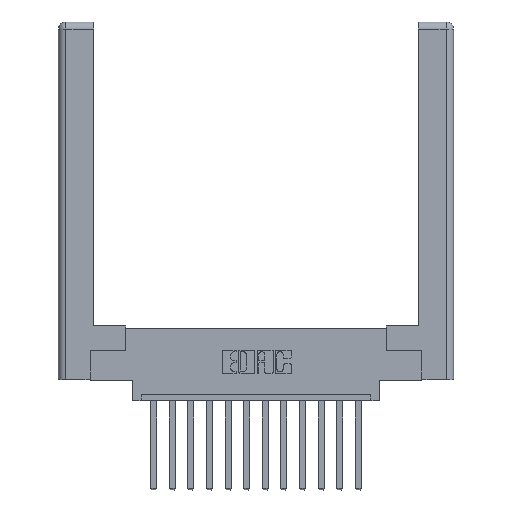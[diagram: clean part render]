
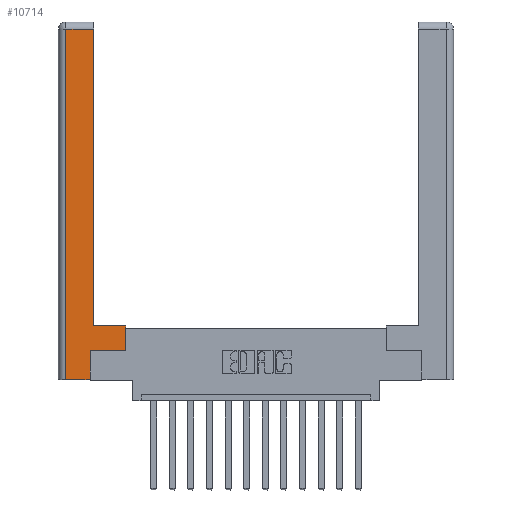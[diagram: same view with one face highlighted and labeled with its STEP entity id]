
A CAD part, top view. The second image highlights one B-rep face of the part: STEP entity #10714.
In plain terms, the highlighted planar face has unit normal (0, 0, 1).
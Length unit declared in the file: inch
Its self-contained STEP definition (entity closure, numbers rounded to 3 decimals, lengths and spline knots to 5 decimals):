
#507 = AXIS2_PLACEMENT_3D ( 'NONE', #4342, #5555, #13886 ) ;
#533 = CARTESIAN_POINT ( 'NONE',  ( 0.265, 0., 0. ) ) ;
#540 = VERTEX_POINT ( 'NONE', #533 ) ;
#874 = CARTESIAN_POINT ( 'NONE',  ( 0.265, 0.245, 0. ) ) ;
#960 = VECTOR ( 'NONE', #7351, 39.37008 ) ;
#1149 = LINE ( 'NONE', #6222, #960 ) ;
#1362 = EDGE_CURVE ( 'NONE', #1454, #1599, #13619, .T. ) ;
#1454 = VERTEX_POINT ( 'NONE', #4159 ) ;
#1599 = VERTEX_POINT ( 'NONE', #6812 ) ;
#1810 = VERTEX_POINT ( 'NONE', #10712 ) ;
#1975 = EDGE_CURVE ( 'NONE', #9709, #1454, #1149, .T. ) ;
#2018 = EDGE_LOOP ( 'NONE', ( #10159, #8728, #3916, #2432, #5474, #7322, #12992, #12643 ) ) ;
#2432 = ORIENTED_EDGE ( 'NONE', *, *, #9216, .T. ) ;
#2700 = DIRECTION ( 'NONE',  ( 0., -1., 0. ) ) ;
#3105 = CARTESIAN_POINT ( 'NONE',  ( 0.265, 0., 0. ) ) ;
#3215 = VECTOR ( 'NONE', #4895, 39.37008 ) ;
#3342 = VERTEX_POINT ( 'NONE', #13646 ) ;
#3578 = LINE ( 'NONE', #3730, #3215 ) ;
#3730 = CARTESIAN_POINT ( 'NONE',  ( 0.0615, 2.94, 0. ) ) ;
#3916 = ORIENTED_EDGE ( 'NONE', *, *, #8930, .T. ) ;
#3923 = VECTOR ( 'NONE', #11574, 39.37008 ) ;
#4159 = CARTESIAN_POINT ( 'NONE',  ( 0.565, 0.245, 0. ) ) ;
#4255 = FACE_OUTER_BOUND ( 'NONE', #2018, .T. ) ;
#4342 = CARTESIAN_POINT ( 'NONE',  ( 0., 0., 0. ) ) ;
#4895 = DIRECTION ( 'NONE',  ( -1., 0., 0. ) ) ;
#5474 = ORIENTED_EDGE ( 'NONE', *, *, #11363, .T. ) ;
#5555 = DIRECTION ( 'NONE',  ( 0., 0., -1. ) ) ;
#5720 = DIRECTION ( 'NONE',  ( 0., 1., 0. ) ) ;
#6176 = VERTEX_POINT ( 'NONE', #8251 ) ;
#6222 = CARTESIAN_POINT ( 'NONE',  ( 0.565, 0.245, 0. ) ) ;
#6337 = VECTOR ( 'NONE', #2700, 39.37008 ) ;
#6361 = VECTOR ( 'NONE', #5720, 39.37008 ) ;
#6722 = LINE ( 'NONE', #12842, #6361 ) ;
#6812 = CARTESIAN_POINT ( 'NONE',  ( 0.565, 0.45, 0. ) ) ;
#6836 = CARTESIAN_POINT ( 'NONE',  ( 0.565, 0.45, 0. ) ) ;
#7322 = ORIENTED_EDGE ( 'NONE', *, *, #1975, .T. ) ;
#7351 = DIRECTION ( 'NONE',  ( 1., 0., 0. ) ) ;
#7536 = LINE ( 'NONE', #10679, #11401 ) ;
#7983 = PLANE ( 'NONE',  #507 ) ;
#8037 = VECTOR ( 'NONE', #12611, 39.37008 ) ;
#8185 = EDGE_CURVE ( 'NONE', #6176, #3342, #6722, .T. ) ;
#8251 = CARTESIAN_POINT ( 'NONE',  ( 0.295, 0.45, 0. ) ) ;
#8333 = EDGE_CURVE ( 'NONE', #3342, #1810, #3578, .T. ) ;
#8728 = ORIENTED_EDGE ( 'NONE', *, *, #8333, .T. ) ;
#8930 = EDGE_CURVE ( 'NONE', #1810, #11774, #14173, .T. ) ;
#9216 = EDGE_CURVE ( 'NONE', #11774, #540, #11732, .T. ) ;
#9523 = DIRECTION ( 'NONE',  ( -1., 0., 0. ) ) ;
#9709 = VERTEX_POINT ( 'NONE', #14628 ) ;
#9859 = CARTESIAN_POINT ( 'NONE',  ( 0.0615, 0., 0. ) ) ;
#10159 = ORIENTED_EDGE ( 'NONE', *, *, #8185, .T. ) ;
#10366 = DIRECTION ( 'NONE',  ( 0., 1., 0. ) ) ;
#10384 = VECTOR ( 'NONE', #10366, 39.37008 ) ;
#10679 = CARTESIAN_POINT ( 'NONE',  ( 0.295, 0.45, 0. ) ) ;
#10712 = CARTESIAN_POINT ( 'NONE',  ( 0.0615, 2.94, 0. ) ) ;
#10714 = ADVANCED_FACE ( 'NONE', ( #4255 ), #7983, .F. ) ;
#11363 = EDGE_CURVE ( 'NONE', #540, #9709, #12641, .T. ) ;
#11401 = VECTOR ( 'NONE', #9523, 39.37008 ) ;
#11574 = DIRECTION ( 'NONE',  ( 0., 1., 0. ) ) ;
#11732 = LINE ( 'NONE', #3105, #8037 ) ;
#11774 = VERTEX_POINT ( 'NONE', #12250 ) ;
#12250 = CARTESIAN_POINT ( 'NONE',  ( 0.0615, 0., 0. ) ) ;
#12611 = DIRECTION ( 'NONE',  ( 1., 0., 0. ) ) ;
#12641 = LINE ( 'NONE', #874, #10384 ) ;
#12643 = ORIENTED_EDGE ( 'NONE', *, *, #14901, .T. ) ;
#12842 = CARTESIAN_POINT ( 'NONE',  ( 0.295, 3., 0. ) ) ;
#12992 = ORIENTED_EDGE ( 'NONE', *, *, #1362, .T. ) ;
#13619 = LINE ( 'NONE', #6836, #3923 ) ;
#13646 = CARTESIAN_POINT ( 'NONE',  ( 0.295, 2.94, 0. ) ) ;
#13886 = DIRECTION ( 'NONE',  ( -1., 0., 0. ) ) ;
#14173 = LINE ( 'NONE', #9859, #6337 ) ;
#14628 = CARTESIAN_POINT ( 'NONE',  ( 0.265, 0.245, 0. ) ) ;
#14901 = EDGE_CURVE ( 'NONE', #1599, #6176, #7536, .T. ) ;
